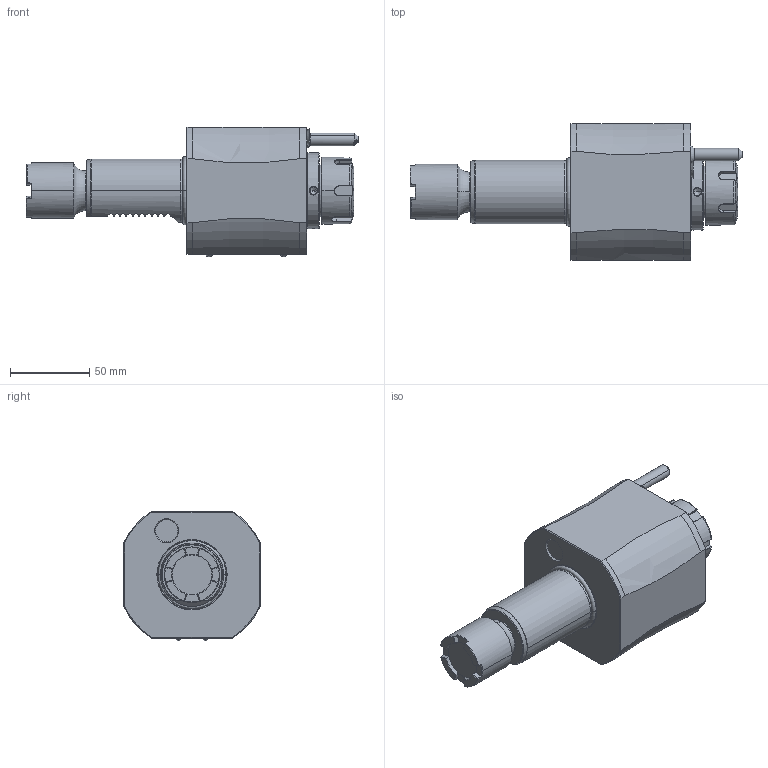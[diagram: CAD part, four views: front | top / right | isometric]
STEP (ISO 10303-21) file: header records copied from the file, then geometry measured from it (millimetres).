
FILE_DESCRIPTION((''),'2;1');
FILE_NAME('NGT1_40_151_25_1JB','2017-03-10T',('vali'),('NOVA GRUP'),'PRO/ENGINEER BY PARAMETRIC TECHNOLOGY CORPORATION, 2010280','PRO/ENGINEER BY PARAMETRIC TECHNOLOGY CORPORATION, 2010280','');
FILE_SCHEMA(('CONFIG_CONTROL_DESIGN'));
Length unit declared in the file: millimetre
Products named in the file (1): NGT1_40_151_25_1JB
Bounding box: 209.34 x 86 x 81.6 mm (x, y, z)
Volume: 621462.1 mm3; surface area: 55876.4 mm2
Topology: 1 solids, 1 shells, 325 faces, 815 edges, 496 vertices
Faces by surface type: plane 116, cylinder 66, bspline 64, cone 51, torus 22, sphere 6
Entity records: 14153 total; most frequent: CARTESIAN_POINT 7118, ORIENTED_EDGE 1606, DIRECTION 1199, EDGE_CURVE 803, VERTEX_POINT 496, AXIS2_PLACEMENT_3D 453, EDGE_LOOP 343, FACE_OUTER_BOUND 325
